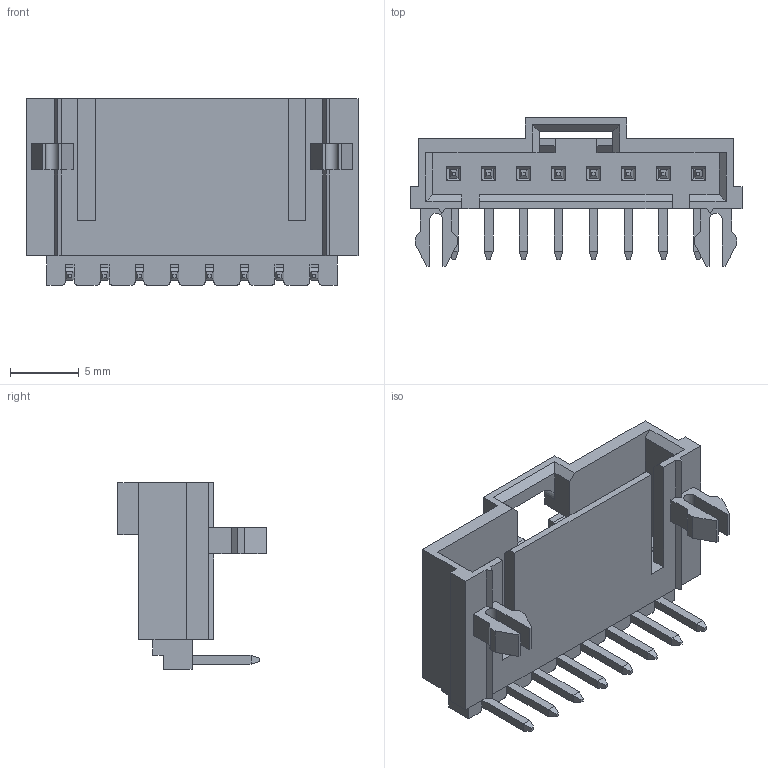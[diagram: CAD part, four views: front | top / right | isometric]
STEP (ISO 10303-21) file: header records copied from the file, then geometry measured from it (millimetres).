
FILE_DESCRIPTION((''),'2;1');
FILE_NAME('705510007','2013-07-31T',('me'),(''),'PRO/ENGINEER BY PARAMETRIC TECHNOLOGY CORPORATION, 2011490','PRO/ENGINEER BY PARAMETRIC TECHNOLOGY CORPORATION, 2011490','');
FILE_SCHEMA(('CONFIG_CONTROL_DESIGN'));
Length unit declared in the file: inch
Products named in the file (1): 705510007
Bounding box: 24.13 x 10.79 x 13.59 mm (x, y, z)
Volume: 898.8 mm3; surface area: 1816.9 mm2
Topology: 1 solids, 1 shells, 423 faces, 1092 edges, 678 vertices
Faces by surface type: plane 379, cylinder 44
Entity records: 12538 total; most frequent: CARTESIAN_POINT 2193, ORIENTED_EDGE 2184, DIRECTION 2026, EDGE_CURVE 1092, VECTOR 1004, LINE 1004, VERTEX_POINT 678, AXIS2_PLACEMENT_3D 511
